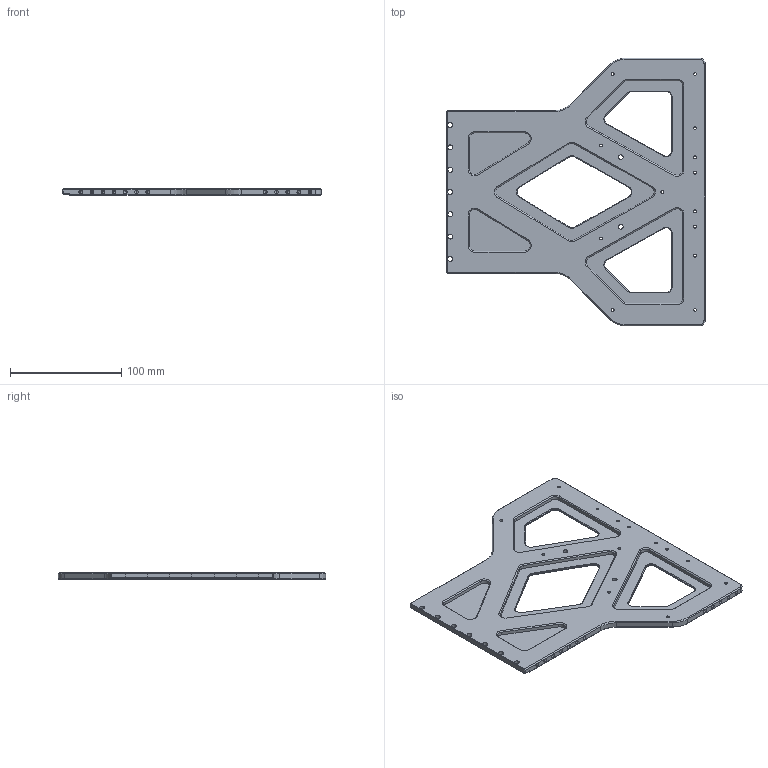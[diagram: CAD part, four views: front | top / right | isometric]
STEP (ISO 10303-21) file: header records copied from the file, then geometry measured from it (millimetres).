
FILE_DESCRIPTION (( 'STEP AP214' ), '1' );
FILE_NAME ('Chest_Front_Rear_Clamp_Plate.STEP', '2025-07-04T03:24:23', ( 'wsy' ), ( '' ), 'SwSTEP 2.0', 'SolidWorks 2020', '' );
FILE_SCHEMA (( 'AUTOMOTIVE_DESIGN' ));
Length unit declared in the file: millimetre
Products named in the file (1): ǻǰа
Bounding box: 231.68 x 240 x 6 mm (x, y, z)
Volume: 161137.2 mm3; surface area: 84222.8 mm2
Topology: 1 solids, 1 shells, 414 faces, 1058 edges, 608 vertices
Faces by surface type: cylinder 172, cone 131, plane 111
Entity records: 13577 total; most frequent: CARTESIAN_POINT 2339, DIRECTION 2161, ORIENTED_EDGE 1976, EDGE_CURVE 988, AXIS2_PLACEMENT_3D 802, VERTEX_POINT 608, VECTOR 557, LINE 557
